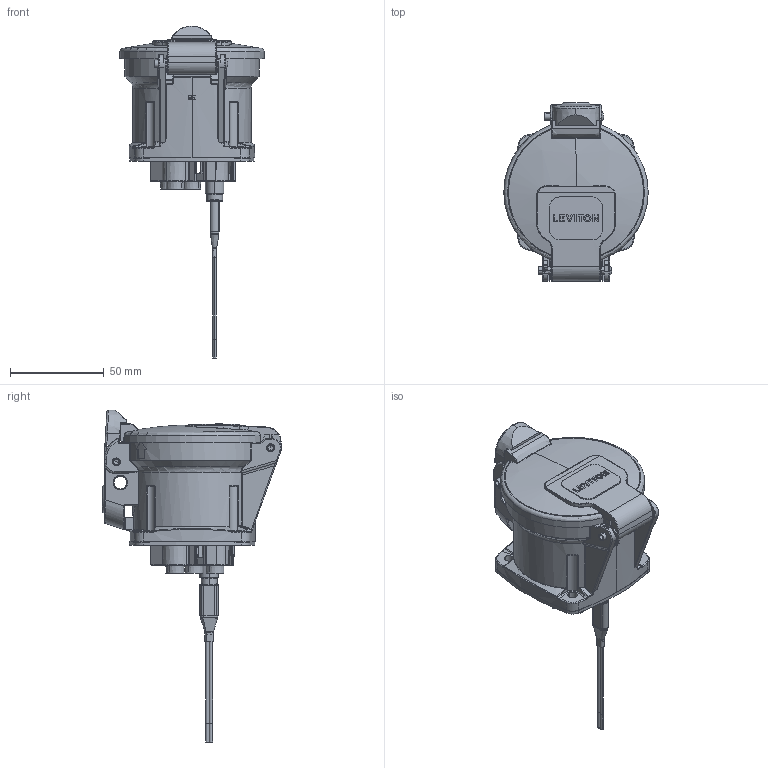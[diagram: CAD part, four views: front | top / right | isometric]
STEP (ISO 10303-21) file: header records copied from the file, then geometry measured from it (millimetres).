
FILE_DESCRIPTION (( 'STEP AP214' ), '1' );
FILE_NAME ('ORC6802-30R043AC.STEP', '2025-09-15T18:03:42', ( '' ), ( '' ), 'SwSTEP 2.0', 'SolidWorks 2024', '' );
FILE_SCHEMA (( 'AUTOMOTIVE_DESIGN' ));
Length unit declared in the file: inch
Products named in the file (1): ORC6802-30R043AC
Bounding box: 77 x 95.44 x 176.99 mm (x, y, z)
Surface area: 50422.8 mm2 (no closed solid volume)
Topology: 0 solids, 22 shells, 1117 faces, 3852 edges, 2572 vertices
Faces by surface type: cylinder 315, bspline 286, plane 262, torus 149, cone 77, sphere 28
Entity records: 71451 total; most frequent: CARTESIAN_POINT 42344, ORIENTED_EDGE 5995, DIRECTION 5429, EDGE_CURVE 3835, VERTEX_POINT 2571, AXIS2_PLACEMENT_3D 2135, CIRCLE 1303, EDGE_LOOP 1181
